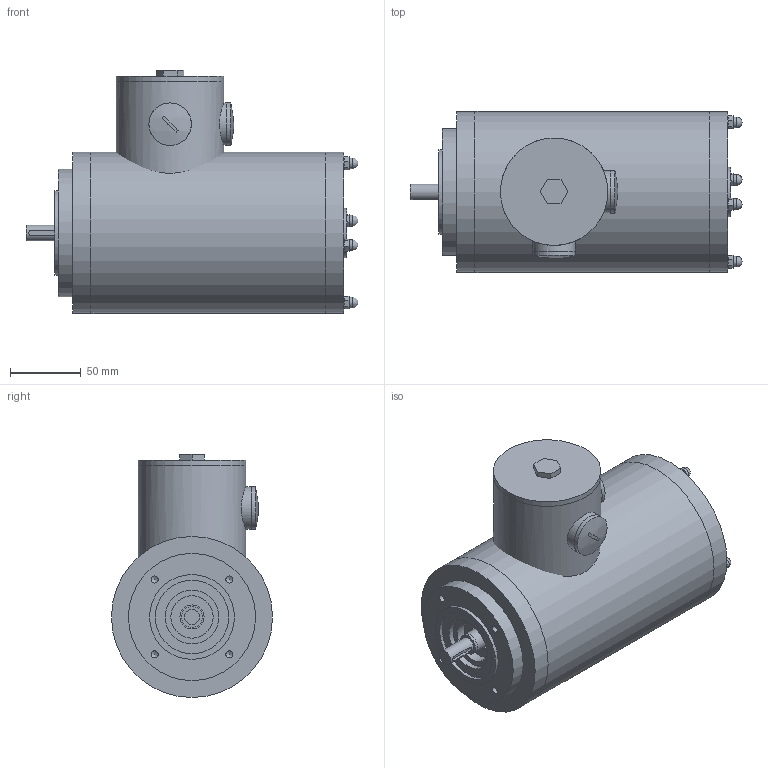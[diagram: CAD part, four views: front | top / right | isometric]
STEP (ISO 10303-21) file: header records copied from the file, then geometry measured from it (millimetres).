
FILE_DESCRIPTION(('Bauteilbeschreibung','HiCAD-Model','HiCAD-STEP-TRANSLATION','Bauteilbeschreibung'),'2;1');
FILE_NAME('TENV 63-2B B14 FT75 0,25KW.STP','2012-03-14T07:57:56+00:00',('Konstrukteur'),('Konstrukteur Firma GmbH'),' HiCAD 2010, Step 1502.0 ','HiCAD 2010','confidential');
FILE_SCHEMA(('AUTOMOTIVE_DESIGN { 1 2 10303 214 0 1 1 1 }'));
Length unit declared in the file: millimetre
Products named in the file (23): TENV 63_2B B14 FT75  0_25KW; TENV 63_2B B14 FF115 0_25KW; GEH_USE BG 63; ROTATIONSTEIL_0; B_SCHILD; B0SCHILD; KLEMMKASTEN _76; KLKA  _76; KLKA00076; KLKA_DECKEL; KLKA SCHRAUBE _30; KLKA0SCHRAUBE0030; KLKA0SCHRAUBE00300; KLKA0SCHRAUBE00301; WELLENENDE _11X23; ROTATIONSTEIL_4; FLANSCH B14; ROTATIONSTEIL_5; HUTMUTTERN_0; DIN 1587_M5_6_HUTMUTTERN_0; DIN015870M5060HUTMUTTERN00; DIN015870M5060HUTMUTTERN000; DIN015870M5060HUTMUTTERN001
Assembly tree (22 placements, depth 6):
  TENV 63_2B B14 FT75  0_25KW
    TENV 63_2B B14 FF115 0_25KW
      GEH_USE BG 63
        ROTATIONSTEIL_0
      B_SCHILD
        B0SCHILD
      KLEMMKASTEN _76
        KLKA  _76
        KLKA00076
          KLKA_DECKEL
          KLKA SCHRAUBE _30
            KLKA0SCHRAUBE0030
          KLKA0SCHRAUBE00300
            KLKA0SCHRAUBE00301
      WELLENENDE _11X23
        ROTATIONSTEIL_4
      FLANSCH B14
        ROTATIONSTEIL_5
    HUTMUTTERN_0
      DIN 1587_M5_6_HUTMUTTERN_0
      DIN015870M5060HUTMUTTERN00
      DIN015870M5060HUTMUTTERN000
      DIN015870M5060HUTMUTTERN001
Bounding box: 234.97 x 114 x 172 mm (x, y, z)
Volume: 565512 mm3; surface area: 245172.1 mm2
Topology: 12 solids, 12 shells, 215 faces, 494 edges, 326 vertices
Faces by surface type: plane 104, cylinder 72, cone 22, torus 11, sphere 6
Full cylindrical faces by diameter (mm): 5 x8, 5.3 x4, 7.5 x4, 11 x1, 14.95 x1, 15 x1, 17 x1, 24.658 x2, 28 x2, 30 x5, 35 x3, 38 x1, 52 x1, 60 x1, 76 x2, 90 x1, 102 x1, 107.4 x2, 111 x5, 114 x3
Entity records: 11406 total; most frequent: CARTESIAN_POINT 4807, DIRECTION 976, ORIENTED_EDGE 742, AXIS2_PLACEMENT_3D 427, EDGE_CURVE 371, COLOUR_RGB 355, PRESENTATION_STYLE_ASSIGNMENT 355, OVER_RIDING_STYLED_ITEM 343
